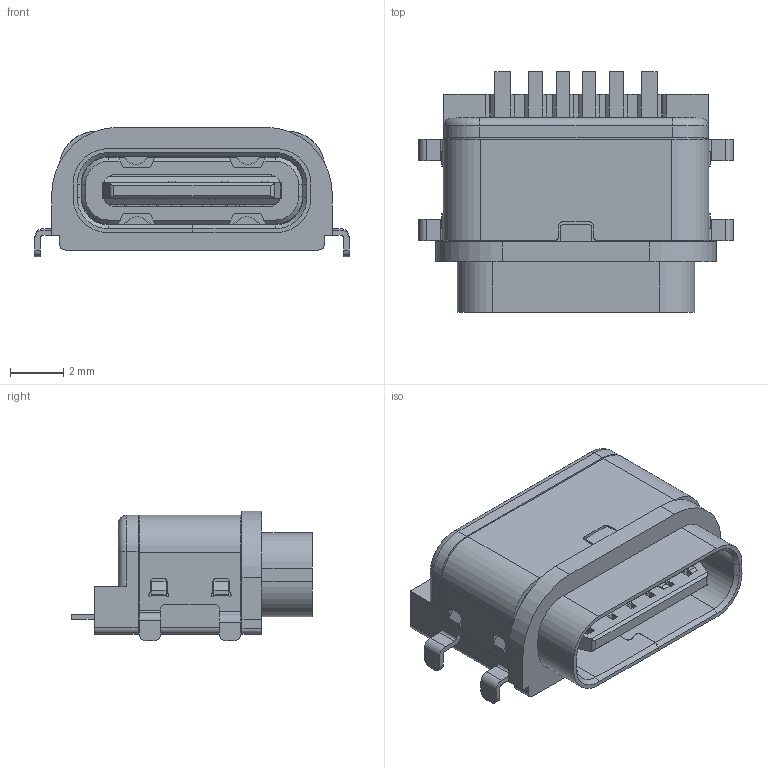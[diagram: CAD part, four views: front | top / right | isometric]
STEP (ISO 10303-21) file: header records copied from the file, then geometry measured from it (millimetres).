
FILE_DESCRIPTION( ( 'STEP AP214' ), '1' );
FILE_NAME( '2171770001.stp', '2022-02-05T18:48:23', ( 'License CC BY-ND 4.0' ), ( 'CADENAS' ), ' ', 'PARTsolutions', ' ' );
FILE_SCHEMA( ( 'AUTOMOTIVE_DESIGN { 1 0 10303 214 1 1 1 1 }' ) );
Length unit declared in the file: millimetre
Products named in the file (36): 2171770001; 1
Assembly tree (35 placements, depth 2):
  2171770001
    1
    1
    1
    1
    1
    1
    1
    1
    1
    1
    1
    1
    1
    1
    1
    1
    1
    1
    1
    1
    1
    1
    1
    1
    1
    1
    1
    1
    1
    1
    1
    1
    1
    1
    1
Bounding box: 11.8 x 9.05 x 4.86 mm (x, y, z)
Volume: 0.7 mm3; surface area: 649.3 mm2
Topology: 34 solids, 729 shells, 968 faces, 4545 edges, 4340 vertices
Faces by surface type: plane 721, cylinder 235, cone 10, torus 2
Entity records: 46114 total; most frequent: CARTESIAN_POINT 10287, DIRECTION 7258, ORIENTED_EDGE 5158, EDGE_CURVE 4545, VERTEX_POINT 4340, LINE 3634, VECTOR 3634, AXIS2_PLACEMENT_3D 1812
